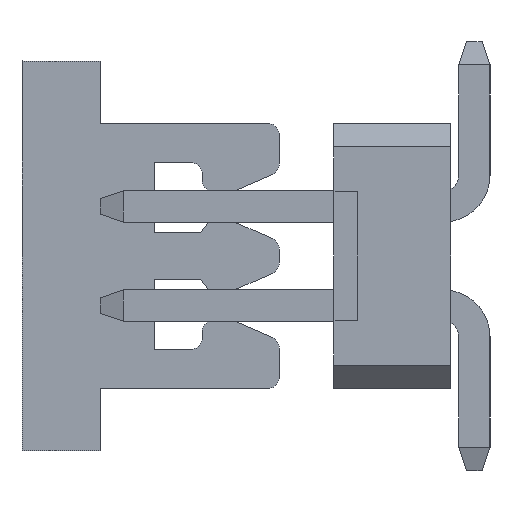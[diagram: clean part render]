
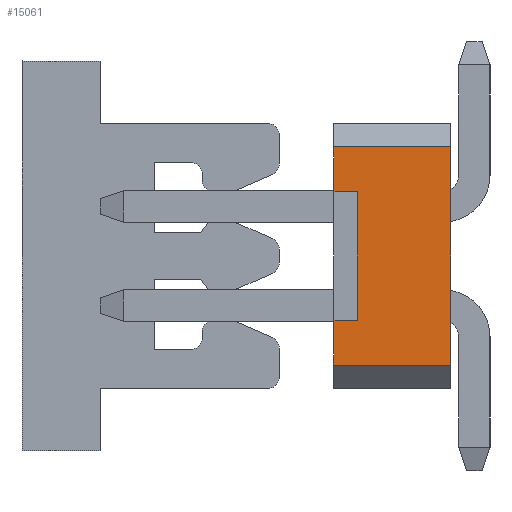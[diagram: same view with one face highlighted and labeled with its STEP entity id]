
A CAD part, left-side view. The second image highlights one B-rep face of the part: STEP entity #15061.
In plain terms, the highlighted planar face has unit normal (-1, 0, 0).
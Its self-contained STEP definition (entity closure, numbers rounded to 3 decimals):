
#12095=CARTESIAN_POINT('',(-0.635,0.,1.4));
#12096=VERTEX_POINT('',#12095);
#12103=CARTESIAN_POINT('',(-0.635,0.,-1.4));
#12104=VERTEX_POINT('',#12103);
#12105=CARTESIAN_POINT('',(-0.635,0.,1.4));
#12106=DIRECTION('',(0.,0.,-1.));
#12107=VECTOR('',#12106,2.8);
#12108=LINE('',#12105,#12107);
#12109=EDGE_CURVE('',#12096,#12104,#12108,.T.);
#13292=CARTESIAN_POINT('',(-0.635,1.5,-1.4));
#13293=VERTEX_POINT('',#13292);
#13300=CARTESIAN_POINT('',(-0.635,1.5,-0.825));
#13301=VERTEX_POINT('',#13300);
#13302=CARTESIAN_POINT('',(-0.635,1.5,-1.4));
#13303=DIRECTION('',(0.,0.,1.));
#13304=VECTOR('',#13303,0.575);
#13305=LINE('',#13302,#13304);
#13306=EDGE_CURVE('',#13293,#13301,#13305,.T.);
#13324=CARTESIAN_POINT('',(-0.635,1.5,0.825));
#13325=VERTEX_POINT('',#13324);
#13332=CARTESIAN_POINT('',(-0.635,1.5,1.4));
#13333=VERTEX_POINT('',#13332);
#13334=CARTESIAN_POINT('',(-0.635,1.5,0.825));
#13335=DIRECTION('',(0.,0.,1.));
#13336=VECTOR('',#13335,0.575);
#13337=LINE('',#13334,#13336);
#13338=EDGE_CURVE('',#13325,#13333,#13337,.T.);
#15010=CARTESIAN_POINT('',(-0.635,1.5,1.4));
#15011=DIRECTION('',(0.,-1.,0.));
#15012=VECTOR('',#15011,1.5);
#15013=LINE('',#15010,#15012);
#15014=EDGE_CURVE('',#13333,#12096,#15013,.T.);
#15022=CARTESIAN_POINT('',(-0.635,0.,-1.7));
#15023=DIRECTION('',(0.,0.,1.));
#15024=DIRECTION('',(-1.,0.,0.));
#15025=AXIS2_PLACEMENT_3D('',#15022,#15024,#15023);
#15026=PLANE('',#15025);
#15027=ORIENTED_EDGE('',*,*,#13306,.F.);
#15028=CARTESIAN_POINT('',(-0.635,1.5,-1.4));
#15029=DIRECTION('',(0.,-1.,0.));
#15030=VECTOR('',#15029,1.5);
#15031=LINE('',#15028,#15030);
#15032=EDGE_CURVE('',#13293,#12104,#15031,.T.);
#15033=ORIENTED_EDGE('',*,*,#15032,.T.);
#15034=ORIENTED_EDGE('',*,*,#12109,.F.);
#15035=ORIENTED_EDGE('',*,*,#15014,.F.);
#15036=ORIENTED_EDGE('',*,*,#13338,.F.);
#15037=CARTESIAN_POINT('',(-0.635,1.2,0.825));
#15038=VERTEX_POINT('',#15037);
#15039=CARTESIAN_POINT('',(-0.635,1.5,0.825));
#15040=DIRECTION('',(0.,-1.,0.));
#15041=VECTOR('',#15040,0.3);
#15042=LINE('',#15039,#15041);
#15043=EDGE_CURVE('',#13325,#15038,#15042,.T.);
#15044=ORIENTED_EDGE('',*,*,#15043,.T.);
#15045=CARTESIAN_POINT('',(-0.635,1.2,-0.825));
#15046=VERTEX_POINT('',#15045);
#15047=CARTESIAN_POINT('',(-0.635,1.2,0.825));
#15048=DIRECTION('',(0.,0.,-1.));
#15049=VECTOR('',#15048,1.65);
#15050=LINE('',#15047,#15049);
#15051=EDGE_CURVE('',#15038,#15046,#15050,.T.);
#15052=ORIENTED_EDGE('',*,*,#15051,.T.);
#15053=CARTESIAN_POINT('',(-0.635,1.2,-0.825));
#15054=DIRECTION('',(0.,1.,0.));
#15055=VECTOR('',#15054,0.3);
#15056=LINE('',#15053,#15055);
#15057=EDGE_CURVE('',#15046,#13301,#15056,.T.);
#15058=ORIENTED_EDGE('',*,*,#15057,.T.);
#15059=EDGE_LOOP('',(#15027,#15033,#15034,#15035,#15036,#15044,#15052,#15058));
#15060=FACE_OUTER_BOUND('',#15059,.T.);
#15061=ADVANCED_FACE('',(#15060),#15026,.T.);
